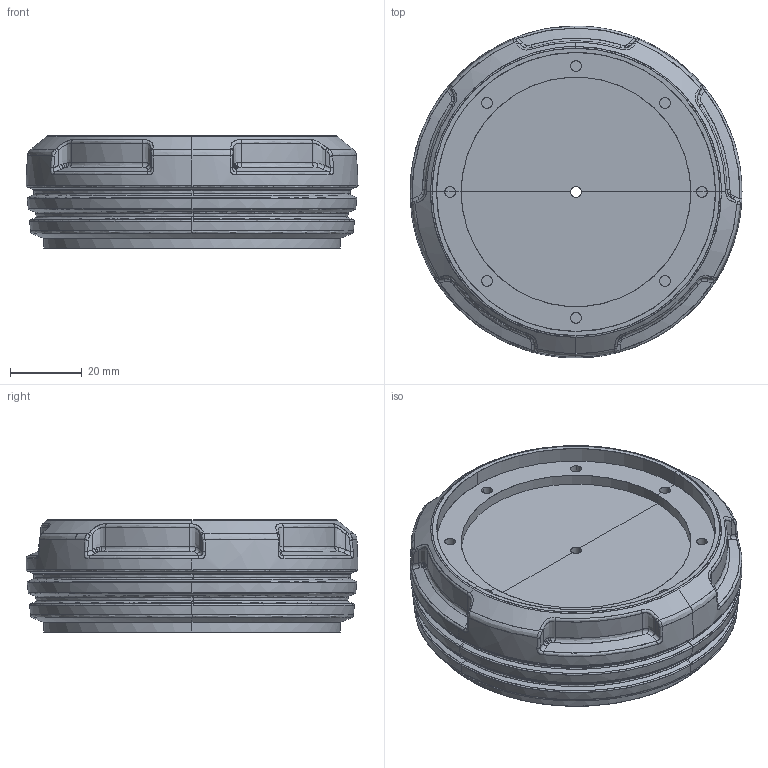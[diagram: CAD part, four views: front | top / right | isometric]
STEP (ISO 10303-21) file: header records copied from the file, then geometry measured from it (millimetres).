
FILE_DESCRIPTION(/* description */ (''),/* implementation_level */ '2;1');
FILE_NAME(/* name */ 'bouchon_de_reservoir',/* time_stamp */ '2023-01-16T10:28:16+01:00',/* author */ (''),/* organization */ (''),/* preprocessor_version */ 'ST-DEVELOPER v18.1',/* originating_system */ '',/* authorisation */ '');
FILE_SCHEMA (('AUTOMOTIVE_DESIGN { 1 0 10303 214 3 1 1 }'));
Bounding box: 92.82 x 92.82 x 31.35 mm (x, y, z)
Surface area: 30288.2 mm2 (no closed solid volume)
Topology: 0 solids, 341 shells, 345 faces, 1567 edges, 1563 vertices
Faces by surface type: bspline 338, cylinder 6, plane 1
Full cylindrical faces by diameter (mm): 62 x3
Entity records: 55990 total; most frequent: CARTESIAN_POINT 47537, ORIENTED_EDGE 1571, EDGE_CURVE 1567, VERTEX_POINT 1563, B_SPLINE_CURVE_WITH_KNOTS 1319, EDGE_LOOP 352, FACE_OUTER_BOUND 345, ADVANCED_FACE 345
